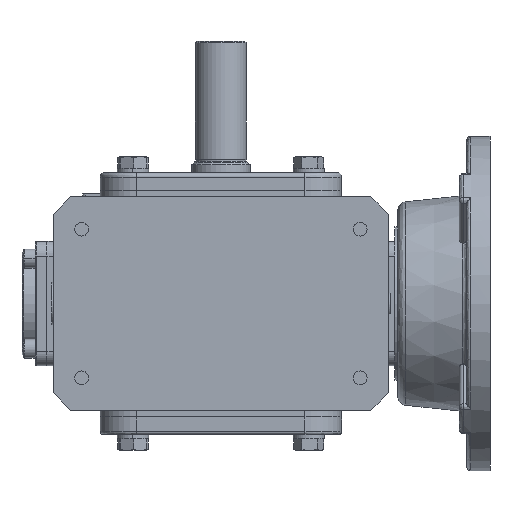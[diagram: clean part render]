
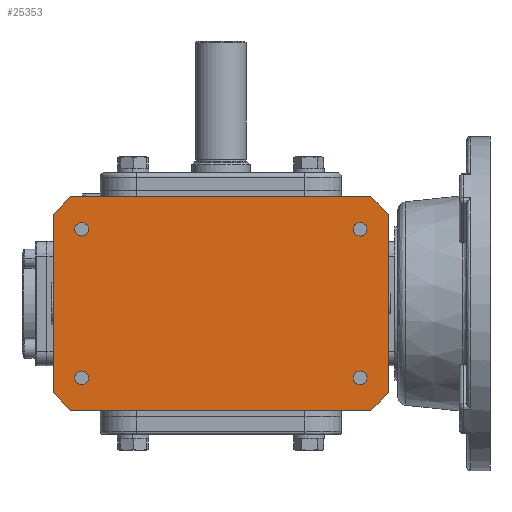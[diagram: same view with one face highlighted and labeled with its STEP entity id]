
A CAD part, front view. The second image highlights one B-rep face of the part: STEP entity #25353.
In plain terms, the highlighted planar face has unit normal (0, -1, 0).
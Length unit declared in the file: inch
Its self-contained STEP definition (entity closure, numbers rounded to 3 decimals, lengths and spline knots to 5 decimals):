
#9 = VERTEX_POINT ( 'NONE', #23270 ) ;
#82 = VECTOR ( 'NONE', #6841, 39.37008 ) ;
#133 = CIRCLE ( 'NONE', #33344, 0.184 ) ;
#144 = EDGE_CURVE ( 'NONE', #2214, #13842, #19403, .T. ) ;
#233 = ORIENTED_EDGE ( 'NONE', *, *, #26734, .T. ) ;
#371 = VERTEX_POINT ( 'NONE', #35096 ) ;
#749 = DIRECTION ( 'NONE',  ( 0., 0., -1. ) ) ;
#823 = VERTEX_POINT ( 'NONE', #33556 ) ;
#849 = VERTEX_POINT ( 'NONE', #36440 ) ;
#1095 = EDGE_CURVE ( 'NONE', #9, #2703, #26368, .T. ) ;
#1216 = VERTEX_POINT ( 'NONE', #5292 ) ;
#2109 = CARTESIAN_POINT ( 'NONE',  ( -3.75, -3.5, -2. ) ) ;
#2214 = VERTEX_POINT ( 'NONE', #3524 ) ;
#2703 = VERTEX_POINT ( 'NONE', #10112 ) ;
#2980 = CARTESIAN_POINT ( 'NONE',  ( -3.75, -3.5, -2. ) ) ;
#3257 = DIRECTION ( 'NONE',  ( 0., 0., -1. ) ) ;
#3446 = EDGE_CURVE ( 'NONE', #14885, #31802, #29553, .T. ) ;
#3484 = CARTESIAN_POINT ( 'NONE',  ( 3.75, -3.5, -2. ) ) ;
#3510 = CARTESIAN_POINT ( 'NONE',  ( -3.75, -3.5, -1.816 ) ) ;
#3515 = EDGE_CURVE ( 'NONE', #38858, #35765, #10832, .T. ) ;
#3524 = CARTESIAN_POINT ( 'NONE',  ( -3.75, -3.5, 2.184 ) ) ;
#3593 = CARTESIAN_POINT ( 'NONE',  ( -4.03543, -3.5, 2.87402 ) ) ;
#3764 = DIRECTION ( 'NONE',  ( 0., 0., -1. ) ) ;
#3994 = EDGE_CURVE ( 'NONE', #35765, #18966, #33938, .T. ) ;
#5225 = CARTESIAN_POINT ( 'NONE',  ( 4.03543, -3.5, 2.87402 ) ) ;
#5292 = CARTESIAN_POINT ( 'NONE',  ( -4.03543, -3.5, 2.87402 ) ) ;
#5311 = CARTESIAN_POINT ( 'NONE',  ( -3.75, -3.5, -2.184 ) ) ;
#5334 = EDGE_CURVE ( 'NONE', #12445, #823, #39631, .T. ) ;
#5687 = DIRECTION ( 'NONE',  ( 0., 1., 0. ) ) ;
#5815 = VECTOR ( 'NONE', #34906, 39.37008 ) ;
#5839 = DIRECTION ( 'NONE',  ( 0., 0., -1. ) ) ;
#6149 = VECTOR ( 'NONE', #38474, 39.37008 ) ;
#6291 = DIRECTION ( 'NONE',  ( 0., 0., -1. ) ) ;
#6419 = EDGE_CURVE ( 'NONE', #31802, #14885, #26236, .T. ) ;
#6598 = DIRECTION ( 'NONE',  ( 0.707, 0., -0.707 ) ) ;
#6611 = FACE_BOUND ( 'NONE', #17992, .T. ) ;
#6652 = EDGE_LOOP ( 'NONE', ( #17787, #22907 ) ) ;
#6841 = DIRECTION ( 'NONE',  ( 1., 0., 0. ) ) ;
#7186 = VECTOR ( 'NONE', #40019, 39.37008 ) ;
#7211 = AXIS2_PLACEMENT_3D ( 'NONE', #34406, #30953, #6291 ) ;
#7783 = CARTESIAN_POINT ( 'NONE',  ( 3.75, -3.5, 2. ) ) ;
#8113 = VERTEX_POINT ( 'NONE', #33515 ) ;
#8838 = ORIENTED_EDGE ( 'NONE', *, *, #11223, .T. ) ;
#9170 = EDGE_CURVE ( 'NONE', #371, #8113, #31716, .T. ) ;
#10100 = ORIENTED_EDGE ( 'NONE', *, *, #1095, .T. ) ;
#10112 = CARTESIAN_POINT ( 'NONE',  ( 4.50787, -3.5, -2.40157 ) ) ;
#10832 = LINE ( 'NONE', #18804, #38408 ) ;
#11223 = EDGE_CURVE ( 'NONE', #8113, #371, #26282, .T. ) ;
#11514 = EDGE_CURVE ( 'NONE', #13842, #2214, #32702, .T. ) ;
#11533 = DIRECTION ( 'NONE',  ( 0., 1., 0. ) ) ;
#12445 = VERTEX_POINT ( 'NONE', #5225 ) ;
#12569 = ORIENTED_EDGE ( 'NONE', *, *, #11514, .T. ) ;
#12776 = EDGE_CURVE ( 'NONE', #849, #39660, #40440, .T. ) ;
#12809 = CARTESIAN_POINT ( 'NONE',  ( 4.03543, -3.5, 2.87402 ) ) ;
#13048 = DIRECTION ( 'NONE',  ( 1., 0., 0. ) ) ;
#13842 = VERTEX_POINT ( 'NONE', #33744 ) ;
#14554 = LINE ( 'NONE', #19529, #34726 ) ;
#14885 = VERTEX_POINT ( 'NONE', #3510 ) ;
#15159 = EDGE_LOOP ( 'NONE', ( #19733, #29802, #37822, #10100, #20264, #22217, #36207, #16560 ) ) ;
#15338 = EDGE_LOOP ( 'NONE', ( #39139, #8838 ) ) ;
#15451 = EDGE_CURVE ( 'NONE', #38858, #1216, #36247, .T. ) ;
#16560 = ORIENTED_EDGE ( 'NONE', *, *, #15451, .F. ) ;
#16653 = AXIS2_PLACEMENT_3D ( 'NONE', #3484, #35059, #749 ) ;
#16730 = CARTESIAN_POINT ( 'NONE',  ( 3.75, -3.5, -2. ) ) ;
#17132 = DIRECTION ( 'NONE',  ( 0., 1., 0. ) ) ;
#17787 = ORIENTED_EDGE ( 'NONE', *, *, #6419, .T. ) ;
#17822 = CARTESIAN_POINT ( 'NONE',  ( 4.50787, -3.5, -2.40157 ) ) ;
#17992 = EDGE_LOOP ( 'NONE', ( #233, #18502 ) ) ;
#18138 = DIRECTION ( 'NONE',  ( 0., 0., -1. ) ) ;
#18502 = ORIENTED_EDGE ( 'NONE', *, *, #12776, .T. ) ;
#18804 = CARTESIAN_POINT ( 'NONE',  ( -4.50787, -3.5, 2.87402 ) ) ;
#18966 = VERTEX_POINT ( 'NONE', #22562 ) ;
#19403 = CIRCLE ( 'NONE', #38173, 0.184 ) ;
#19529 = CARTESIAN_POINT ( 'NONE',  ( -4.50787, -3.5, -2.87402 ) ) ;
#19703 = EDGE_LOOP ( 'NONE', ( #12569, #32083 ) ) ;
#19733 = ORIENTED_EDGE ( 'NONE', *, *, #3515, .T. ) ;
#20264 = ORIENTED_EDGE ( 'NONE', *, *, #40012, .T. ) ;
#20323 = CARTESIAN_POINT ( 'NONE',  ( 3.75, -3.5, 2. ) ) ;
#20410 = VECTOR ( 'NONE', #6598, 39.37008 ) ;
#20807 = LINE ( 'NONE', #22536, #82 ) ;
#21077 = DIRECTION ( 'NONE',  ( 0., 1., 0. ) ) ;
#21158 = CARTESIAN_POINT ( 'NONE',  ( -4.50787, -3.5, 2.40157 ) ) ;
#21940 = AXIS2_PLACEMENT_3D ( 'NONE', #2980, #28177, #3257 ) ;
#22217 = ORIENTED_EDGE ( 'NONE', *, *, #5334, .F. ) ;
#22536 = CARTESIAN_POINT ( 'NONE',  ( -4.50787, -3.5, 2.87402 ) ) ;
#22562 = CARTESIAN_POINT ( 'NONE',  ( -4.03543, -3.5, -2.87402 ) ) ;
#22907 = ORIENTED_EDGE ( 'NONE', *, *, #3446, .T. ) ;
#23270 = CARTESIAN_POINT ( 'NONE',  ( 4.03543, -3.5, -2.87402 ) ) ;
#23449 = AXIS2_PLACEMENT_3D ( 'NONE', #20323, #5687, #39201 ) ;
#23584 = DIRECTION ( 'NONE',  ( 0., 1., 0. ) ) ;
#24183 = CARTESIAN_POINT ( 'NONE',  ( 4.50787, -3.5, 2.87402 ) ) ;
#24345 = FACE_BOUND ( 'NONE', #15338, .T. ) ;
#25330 = FACE_BOUND ( 'NONE', #6652, .T. ) ;
#25353 = ADVANCED_FACE ( 'NONE', ( #32746, #25330, #37171, #6611, #24345 ), #27777, .T. ) ;
#25359 = EDGE_CURVE ( 'NONE', #18966, #9, #14554, .T. ) ;
#26210 = EDGE_CURVE ( 'NONE', #1216, #12445, #20807, .T. ) ;
#26236 = CIRCLE ( 'NONE', #37901, 0.184 ) ;
#26282 = CIRCLE ( 'NONE', #35297, 0.184 ) ;
#26368 = LINE ( 'NONE', #17822, #7186 ) ;
#26414 = CARTESIAN_POINT ( 'NONE',  ( 3.75, -3.5, 1.816 ) ) ;
#26734 = EDGE_CURVE ( 'NONE', #39660, #849, #133, .T. ) ;
#27777 = PLANE ( 'NONE',  #7211 ) ;
#28177 = DIRECTION ( 'NONE',  ( 0., 1., 0. ) ) ;
#29527 = DIRECTION ( 'NONE',  ( 0., 0., -1. ) ) ;
#29553 = CIRCLE ( 'NONE', #21940, 0.184 ) ;
#29802 = ORIENTED_EDGE ( 'NONE', *, *, #3994, .T. ) ;
#30302 = CARTESIAN_POINT ( 'NONE',  ( -3.75, -3.5, 2. ) ) ;
#30428 = DIRECTION ( 'NONE',  ( 0., 0., -1. ) ) ;
#30953 = DIRECTION ( 'NONE',  ( 0., -1., 0. ) ) ;
#31716 = CIRCLE ( 'NONE', #16653, 0.184 ) ;
#31731 = CARTESIAN_POINT ( 'NONE',  ( -4.50787, -3.5, -2.40157 ) ) ;
#31802 = VERTEX_POINT ( 'NONE', #5311 ) ;
#32083 = ORIENTED_EDGE ( 'NONE', *, *, #144, .T. ) ;
#32702 = CIRCLE ( 'NONE', #34264, 0.184 ) ;
#32746 = FACE_OUTER_BOUND ( 'NONE', #15159, .T. ) ;
#33344 = AXIS2_PLACEMENT_3D ( 'NONE', #7783, #23584, #29527 ) ;
#33515 = CARTESIAN_POINT ( 'NONE',  ( 3.75, -3.5, -1.816 ) ) ;
#33556 = CARTESIAN_POINT ( 'NONE',  ( 4.50787, -3.5, 2.40157 ) ) ;
#33744 = CARTESIAN_POINT ( 'NONE',  ( -3.75, -3.5, 1.816 ) ) ;
#33938 = LINE ( 'NONE', #31731, #5815 ) ;
#34264 = AXIS2_PLACEMENT_3D ( 'NONE', #36005, #17132, #36680 ) ;
#34381 = CARTESIAN_POINT ( 'NONE',  ( -4.50787, -3.5, -2.40157 ) ) ;
#34406 = CARTESIAN_POINT ( 'NONE',  ( -4.50787, -3.5, 3.12992 ) ) ;
#34726 = VECTOR ( 'NONE', #13048, 39.37008 ) ;
#34906 = DIRECTION ( 'NONE',  ( 0.707, 0., -0.707 ) ) ;
#35059 = DIRECTION ( 'NONE',  ( 0., 1., 0. ) ) ;
#35096 = CARTESIAN_POINT ( 'NONE',  ( 3.75, -3.5, -2.184 ) ) ;
#35117 = VECTOR ( 'NONE', #36883, 39.37008 ) ;
#35297 = AXIS2_PLACEMENT_3D ( 'NONE', #16730, #35466, #3764 ) ;
#35466 = DIRECTION ( 'NONE',  ( 0., 1., 0. ) ) ;
#35765 = VERTEX_POINT ( 'NONE', #34381 ) ;
#36005 = CARTESIAN_POINT ( 'NONE',  ( -3.75, -3.5, 2. ) ) ;
#36207 = ORIENTED_EDGE ( 'NONE', *, *, #26210, .F. ) ;
#36247 = LINE ( 'NONE', #3593, #6149 ) ;
#36440 = CARTESIAN_POINT ( 'NONE',  ( 3.75, -3.5, 2.184 ) ) ;
#36680 = DIRECTION ( 'NONE',  ( 0., 0., -1. ) ) ;
#36883 = DIRECTION ( 'NONE',  ( 0., 0., 1. ) ) ;
#37171 = FACE_BOUND ( 'NONE', #19703, .T. ) ;
#37822 = ORIENTED_EDGE ( 'NONE', *, *, #25359, .T. ) ;
#37901 = AXIS2_PLACEMENT_3D ( 'NONE', #2109, #11533, #18138 ) ;
#38173 = AXIS2_PLACEMENT_3D ( 'NONE', #30302, #21077, #30428 ) ;
#38408 = VECTOR ( 'NONE', #5839, 39.37008 ) ;
#38474 = DIRECTION ( 'NONE',  ( 0.707, 0., 0.707 ) ) ;
#38858 = VERTEX_POINT ( 'NONE', #21158 ) ;
#39076 = LINE ( 'NONE', #24183, #35117 ) ;
#39139 = ORIENTED_EDGE ( 'NONE', *, *, #9170, .T. ) ;
#39201 = DIRECTION ( 'NONE',  ( 0., 0., -1. ) ) ;
#39631 = LINE ( 'NONE', #12809, #20410 ) ;
#39660 = VERTEX_POINT ( 'NONE', #26414 ) ;
#40012 = EDGE_CURVE ( 'NONE', #2703, #823, #39076, .T. ) ;
#40019 = DIRECTION ( 'NONE',  ( 0.707, 0., 0.707 ) ) ;
#40440 = CIRCLE ( 'NONE', #23449, 0.184 ) ;
